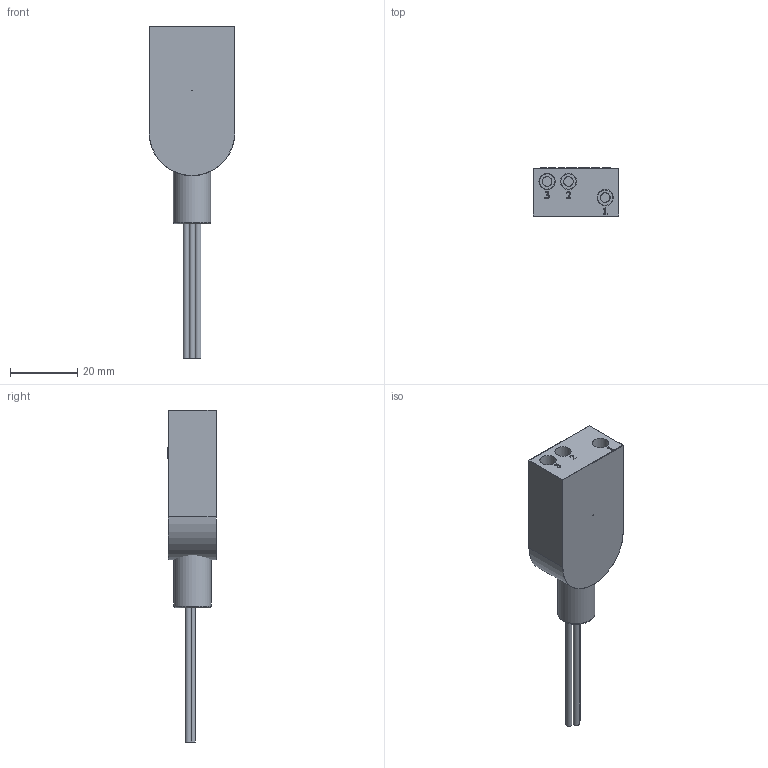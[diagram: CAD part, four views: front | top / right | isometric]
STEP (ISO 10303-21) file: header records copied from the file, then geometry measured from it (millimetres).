
FILE_DESCRIPTION(/* description */ (''),/* implementation_level */ '2;1');
FILE_NAME(/* name */ 'LPOM3F.stp',/* time_stamp */ '2015-03-23T09:10:05+01:00',/* author */ ('sh'),/* organization */ (''),/* preprocessor_version */ 'ST-DEVELOPER v15.2',/* originating_system */ 'Autodesk Inventor 2014',/* authorisation */ '');
FILE_SCHEMA (('AUTOMOTIVE_DESIGN { 1 0 10303 214 3 1 1 }'));
Length unit declared in the file: inch
Products named in the file (1): LPOM3F
Bounding box: 25.4 x 14.49 x 98.6 mm (x, y, z)
Volume: 15912.2 mm3; surface area: 8999 mm2
Topology: 11 solids, 11 shells, 353 faces, 907 edges, 585 vertices
Faces by surface type: plane 158, bspline 79, cylinder 53, torus 34, cone 25, sphere 4
Full cylindrical faces by diameter (mm): 0.025 x1, 0.051 x1, 1.778 x3, 2.134 x12, 2.819 x3, 2.896 x3, 3.912 x3, 3.962 x3, 4.013 x3, 4.75 x3, 4.826 x3, 4.851 x3, 8.001 x1, 9.601 x1, 11.1 x1
Entity records: 13165 total; most frequent: CARTESIAN_POINT 5425, ORIENTED_EDGE 1584, DIRECTION 1364, EDGE_CURVE 792, VERTEX_POINT 554, AXIS2_PLACEMENT_3D 491, EDGE_LOOP 466, LINE 382
